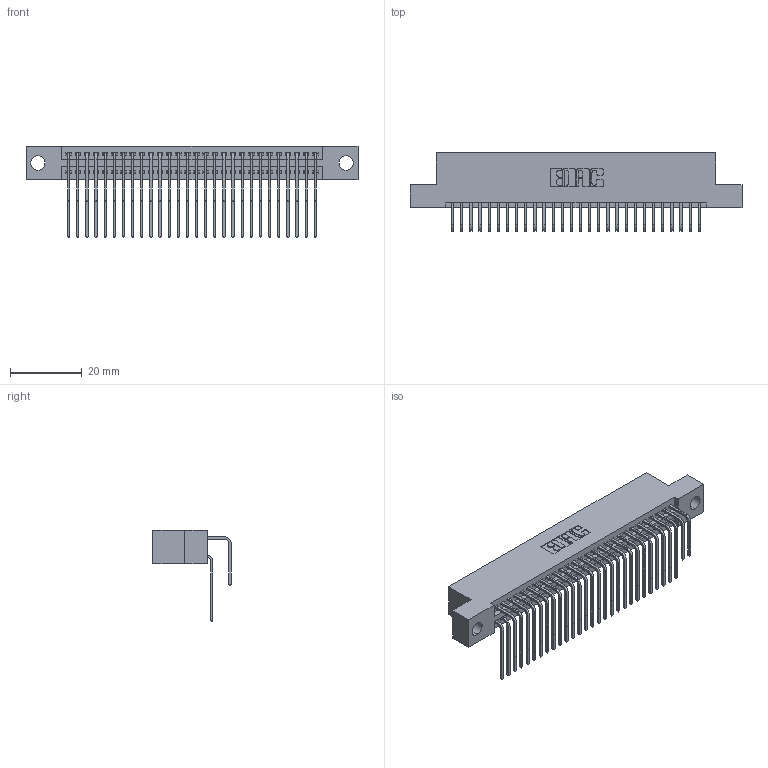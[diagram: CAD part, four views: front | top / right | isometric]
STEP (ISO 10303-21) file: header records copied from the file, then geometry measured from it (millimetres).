
FILE_DESCRIPTION (( 'STEP AP203' ), '1' );
FILE_NAME ('345-056-558-204.STEP', '2021-05-20T04:47:24', ( '' ), ( '' ), 'SwSTEP 2.0', 'SolidWorks 2020', '' );
FILE_SCHEMA (( 'CONFIG_CONTROL_DESIGN' ));
Length unit declared in the file: inch
Products named in the file (4): 345 Part_Flush Mounting Lugs - 0.156 Dia-TI; 345-292-001_558 Tail - 2; 345-292-001_558 559 Tail - 1; 345-056-558-204
Assembly tree (57 placements, depth 2):
  345-056-558-204
    345 Part_Flush Mounting Lugs - 0.156 Dia-TI
    345-292-001_558 559 Tail - 1  x28
    345-292-001_558 Tail - 2  x28
Bounding box: 92.33 x 21.83 x 25.53 mm (x, y, z)
Volume: 9056.1 mm3; surface area: 14485.9 mm2
Topology: 57 solids, 57 shells, 3052 faces, 9057 edges, 5962 vertices
Faces by surface type: plane 2054, cylinder 998
Entity records: 25925 total; most frequent: CARTESIAN_POINT 4409, ORIENTED_EDGE 4290, DIRECTION 3877, EDGE_CURVE 2145, VECTOR 1861, LINE 1861, VERTEX_POINT 1426, AXIS2_PLACEMENT_3D 1008
